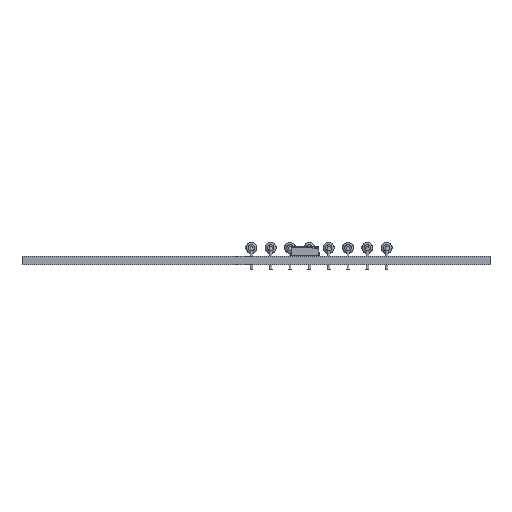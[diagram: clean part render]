
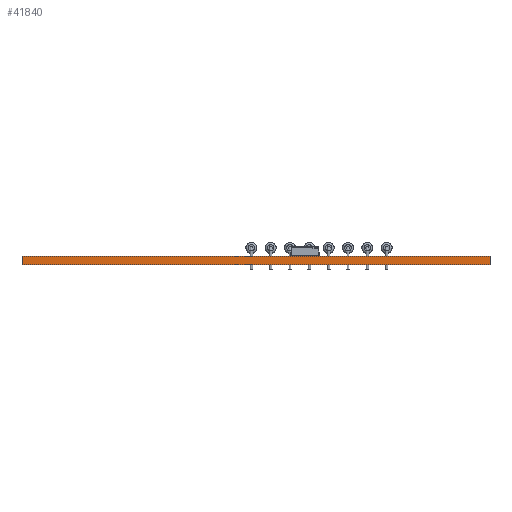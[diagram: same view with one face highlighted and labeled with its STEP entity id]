
A CAD part, front view. The second image highlights one B-rep face of the part: STEP entity #41840.
In plain terms, the highlighted planar face has unit normal (0, -1, 0).
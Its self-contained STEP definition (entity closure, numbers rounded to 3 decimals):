
#41840 = ADVANCED_FACE('',(#41841),#41875,.T.);
#41841 = FACE_BOUND('',#41842,.T.);
#41842 = EDGE_LOOP('',(#41843,#41853,#41861,#41869));
#41843 = ORIENTED_EDGE('',*,*,#41844,.T.);
#41844 = EDGE_CURVE('',#41845,#41847,#41849,.T.);
#41845 = VERTEX_POINT('',#41846);
#41846 = CARTESIAN_POINT('',(112.,-126.,0.));
#41847 = VERTEX_POINT('',#41848);
#41848 = CARTESIAN_POINT('',(112.,-126.,1.51));
#41849 = LINE('',#41850,#41851);
#41850 = CARTESIAN_POINT('',(112.,-126.,0.));
#41851 = VECTOR('',#41852,1.);
#41852 = DIRECTION('',(0.,0.,1.));
#41853 = ORIENTED_EDGE('',*,*,#41854,.T.);
#41854 = EDGE_CURVE('',#41847,#41855,#41857,.T.);
#41855 = VERTEX_POINT('',#41856);
#41856 = CARTESIAN_POINT('',(26.,-126.,1.51));
#41857 = LINE('',#41858,#41859);
#41858 = CARTESIAN_POINT('',(112.,-126.,1.51));
#41859 = VECTOR('',#41860,1.);
#41860 = DIRECTION('',(-1.,0.,0.));
#41861 = ORIENTED_EDGE('',*,*,#41862,.F.);
#41862 = EDGE_CURVE('',#41863,#41855,#41865,.T.);
#41863 = VERTEX_POINT('',#41864);
#41864 = CARTESIAN_POINT('',(26.,-126.,0.));
#41865 = LINE('',#41866,#41867);
#41866 = CARTESIAN_POINT('',(26.,-126.,0.));
#41867 = VECTOR('',#41868,1.);
#41868 = DIRECTION('',(0.,0.,1.));
#41869 = ORIENTED_EDGE('',*,*,#41870,.F.);
#41870 = EDGE_CURVE('',#41845,#41863,#41871,.T.);
#41871 = LINE('',#41872,#41873);
#41872 = CARTESIAN_POINT('',(112.,-126.,0.));
#41873 = VECTOR('',#41874,1.);
#41874 = DIRECTION('',(-1.,0.,0.));
#41875 = PLANE('',#41876);
#41876 = AXIS2_PLACEMENT_3D('',#41877,#41878,#41879);
#41877 = CARTESIAN_POINT('',(112.,-126.,0.));
#41878 = DIRECTION('',(0.,-1.,0.));
#41879 = DIRECTION('',(-1.,0.,0.));
